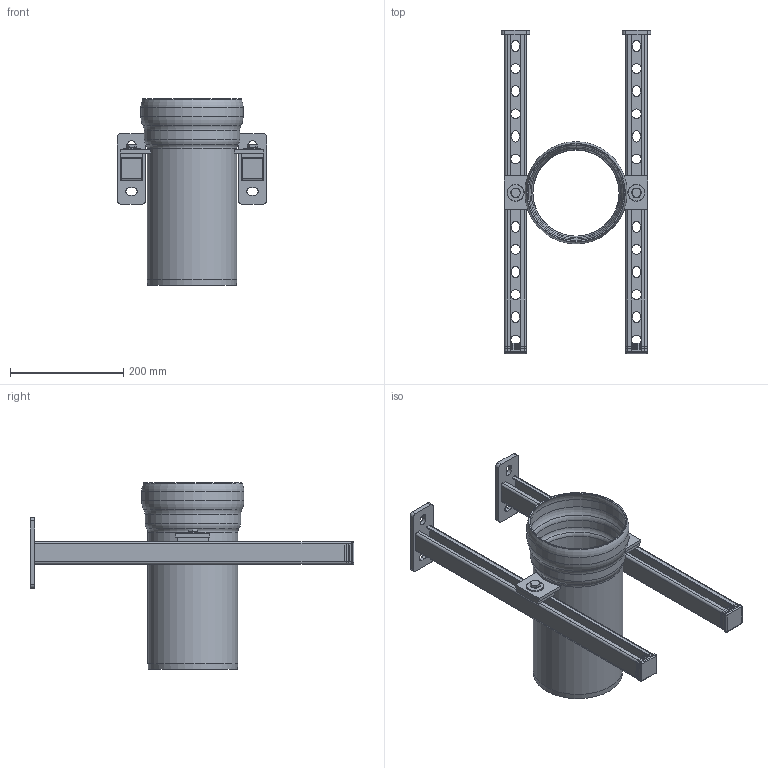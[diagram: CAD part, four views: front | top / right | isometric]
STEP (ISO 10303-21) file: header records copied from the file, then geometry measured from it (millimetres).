
FILE_DESCRIPTION(/* description */ (''),/* implementation_level */ '2;1');
FILE_NAME(/* name */ '82654.150X_3D.stp',/* time_stamp */ '2024-12-12T09:51:16+01:00',/* author */ ('CAD'),/* organization */ (''),/* preprocessor_version */ 'ST-DEVELOPER v20',/* originating_system */ 'AutoCAD Mechanical',/* authorisation */ '');
FILE_SCHEMA (('AUTOMOTIVE_DESIGN { 1 0 10303 214 3 1 1 }'));
Length unit declared in the file: millimetre
Products named in the file (2): Product; *S0
Assembly tree (1 placements, depth 2):
  Product
    *S0
Bounding box: 264 x 573.02 x 330 mm (x, y, z)
Volume: 880769.7 mm3; surface area: 700453.3 mm2
Topology: 17 solids, 17 shells, 554 faces, 1336 edges, 830 vertices
Faces by surface type: plane 242, cylinder 162, cone 128, torus 12, sphere 8, bspline 2
Full cylindrical faces by diameter (mm): 10 x2, 10.5 x2, 14.63 x2, 17 x8, 30 x2, 154 x1, 159 x1, 164 x1, 169 x1
Entity records: 17595 total; most frequent: CARTESIAN_POINT 4145, DIRECTION 2908, ORIENTED_EDGE 2672, EDGE_CURVE 1336, AXIS2_PLACEMENT_3D 1045, VERTEX_POINT 830, LINE 818, VECTOR 818
